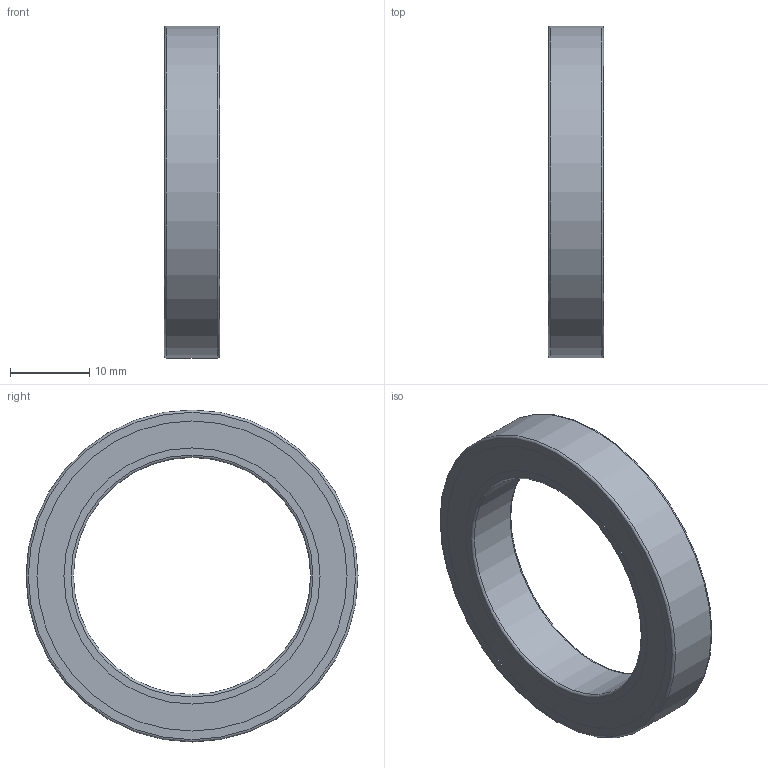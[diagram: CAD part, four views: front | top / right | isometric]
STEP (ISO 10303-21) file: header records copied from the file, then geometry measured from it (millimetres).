
FILE_DESCRIPTION(/* description */ ('STEP AP214'),/* implementation_level */ '2;1');
FILE_NAME(/* name */ 'NSK_6806ZZ',/* time_stamp */ '2023-11-20T02:07:28+01:00',/* author */ ('License CC BY-ND 4.0'),/* organization */ ('CADENAS'),/* preprocessor_version */ 'ST-DEVELOPER v19.3',/* originating_system */ 'PARTsolutions',/* authorisation */ ' ');
FILE_SCHEMA (('AUTOMOTIVE_DESIGN {1 0 10303 214 3 1 1}'));
Length unit declared in the file: millimetre
Products named in the file (6): NSK_6806ZZ; 6806ZZ Shield2; 6806ZZ Ball; 6806ZZ Inner ring; 6806ZZ Shield1; 6806ZZ Outer ring
Assembly tree (17 placements, depth 2):
  NSK_6806ZZ
    6806ZZ Shield2
    6806ZZ Ball  x13
    6806ZZ Inner ring
    6806ZZ Shield1
    6806ZZ Outer ring
Bounding box: 7 x 42 x 42 mm (x, y, z)
Volume: 3058.8 mm3; surface area: 5962 mm2
Topology: 17 solids, 17 shells, 45 faces, 91 edges, 58 vertices
Faces by surface type: cylinder 14, sphere 13, plane 12, torus 6
Full cylindrical faces by diameter (mm): 30 x1, 32.4 x4, 33.4 x2, 38.2 x2, 39.22 x4, 42 x1
Entity records: 923 total; most frequent: DIRECTION 166, CARTESIAN_POINT 116, AXIS2_PLACEMENT_3D 83, FACE_BOUND 65, ORIENTED_EDGE 64, EDGE_LOOP 64, VERTEX_POINT 33, ADVANCED_FACE 33
